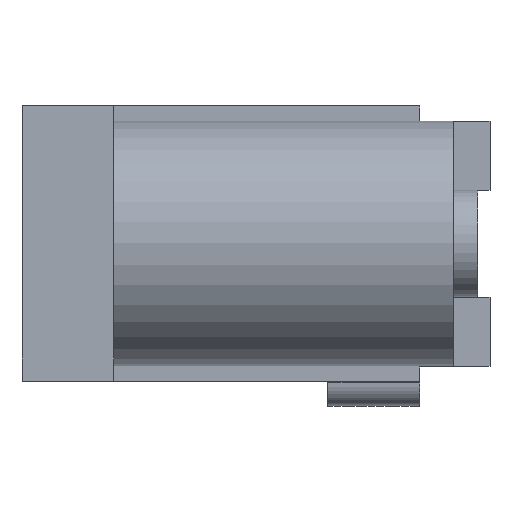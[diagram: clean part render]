
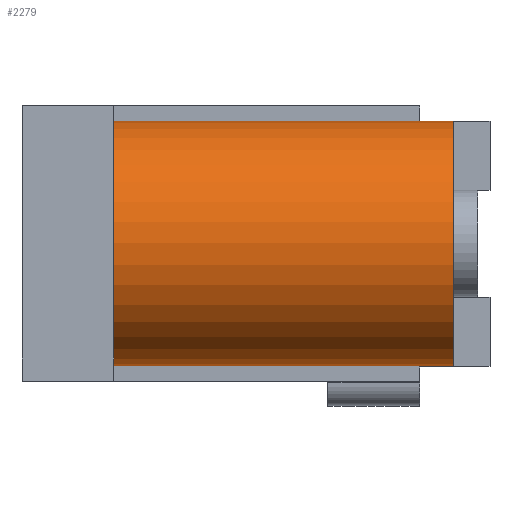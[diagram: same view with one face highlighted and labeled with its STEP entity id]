
A CAD part, top view. The second image highlights one B-rep face of the part: STEP entity #2279.
In plain terms, the highlighted cylindrical face has radius 4 mm (diameter 8 mm), a partial arc.
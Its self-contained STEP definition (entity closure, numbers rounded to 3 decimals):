
#903 = VERTEX_POINT('',#904);
#904 = CARTESIAN_POINT('',(1.51,-2.3,6.5));
#929 = VERTEX_POINT('',#930);
#930 = CARTESIAN_POINT('',(-8.5,-2.3,6.5));
#936 = EDGE_CURVE('',#903,#929,#937,.T.);
#937 = LINE('',#938,#939);
#938 = CARTESIAN_POINT('',(3.8,-2.3,6.5));
#939 = VECTOR('',#940,1.);
#940 = DIRECTION('',(-1.,0.,0.));
#952 = EDGE_CURVE('',#953,#929,#955,.T.);
#953 = VERTEX_POINT('',#954);
#954 = CARTESIAN_POINT('',(-8.5,5.7,6.5));
#955 = CIRCLE('',#956,4.);
#956 = AXIS2_PLACEMENT_3D('',#957,#958,#959);
#957 = CARTESIAN_POINT('',(-8.5,1.7,6.5));
#958 = DIRECTION('',(1.,0.,0.));
#959 = DIRECTION('',(0.,1.,0.));
#1267 = VERTEX_POINT('',#1268);
#1268 = CARTESIAN_POINT('',(1.51,5.7,6.5));
#1300 = EDGE_CURVE('',#1301,#1267,#1303,.T.);
#1301 = VERTEX_POINT('',#1302);
#1302 = CARTESIAN_POINT('',(2.6,5.7,6.5));
#1303 = LINE('',#1304,#1305);
#1304 = CARTESIAN_POINT('',(3.8,5.7,6.5));
#1305 = VECTOR('',#1306,1.);
#1306 = DIRECTION('',(-1.,0.,0.));
#1428 = VERTEX_POINT('',#1429);
#1429 = CARTESIAN_POINT('',(2.6,-2.3,6.5));
#1437 = EDGE_CURVE('',#1428,#903,#1438,.T.);
#1438 = LINE('',#1439,#1440);
#1439 = CARTESIAN_POINT('',(3.8,-2.3,6.5));
#1440 = VECTOR('',#1441,1.);
#1441 = DIRECTION('',(-1.,0.,0.));
#1690 = EDGE_CURVE('',#1267,#953,#1691,.T.);
#1691 = LINE('',#1692,#1693);
#1692 = CARTESIAN_POINT('',(3.8,5.7,6.5));
#1693 = VECTOR('',#1694,1.);
#1694 = DIRECTION('',(-1.,0.,0.));
#2279 = ADVANCED_FACE('',(#2280),#2294,.T.);
#2280 = FACE_BOUND('',#2281,.T.);
#2281 = EDGE_LOOP('',(#2282,#2289,#2290,#2291,#2292,#2293));
#2282 = ORIENTED_EDGE('',*,*,#2283,.F.);
#2283 = EDGE_CURVE('',#1301,#1428,#2284,.T.);
#2284 = CIRCLE('',#2285,4.);
#2285 = AXIS2_PLACEMENT_3D('',#2286,#2287,#2288);
#2286 = CARTESIAN_POINT('',(2.6,1.7,6.5));
#2287 = DIRECTION('',(1.,0.,0.));
#2288 = DIRECTION('',(0.,1.,0.));
#2289 = ORIENTED_EDGE('',*,*,#1300,.T.);
#2290 = ORIENTED_EDGE('',*,*,#1690,.T.);
#2291 = ORIENTED_EDGE('',*,*,#952,.T.);
#2292 = ORIENTED_EDGE('',*,*,#936,.F.);
#2293 = ORIENTED_EDGE('',*,*,#1437,.F.);
#2294 = CYLINDRICAL_SURFACE('',#2295,4.);
#2295 = AXIS2_PLACEMENT_3D('',#2296,#2297,#2298);
#2296 = CARTESIAN_POINT('',(3.8,1.7,6.5));
#2297 = DIRECTION('',(1.,0.,0.));
#2298 = DIRECTION('',(0.,1.,0.));
